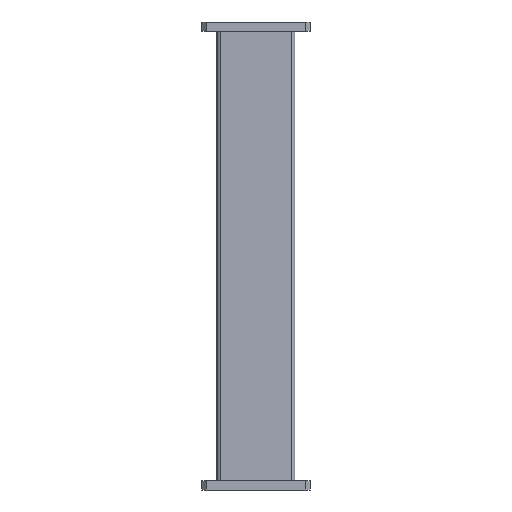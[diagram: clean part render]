
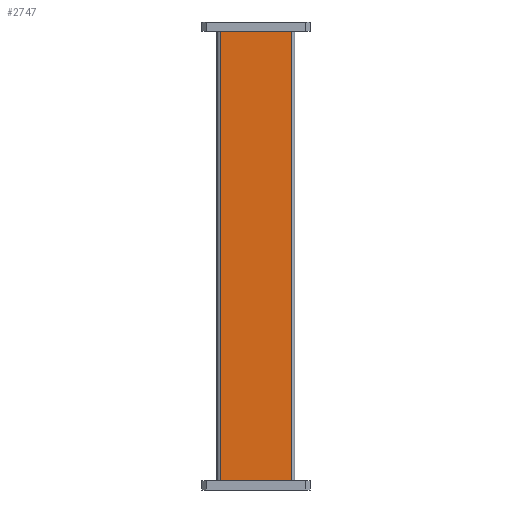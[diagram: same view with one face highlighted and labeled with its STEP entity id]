
A CAD part, front view. The second image highlights one B-rep face of the part: STEP entity #2747.
In plain terms, the highlighted planar face has unit normal (0, -1, 0).
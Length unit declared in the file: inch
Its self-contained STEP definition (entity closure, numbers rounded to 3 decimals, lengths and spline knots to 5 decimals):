
#10 = EDGE_CURVE ( 'NONE', #2009, #3011, #2008, .T. ) ;
#121 = VERTEX_POINT ( 'NONE', #2114 ) ;
#218 = CARTESIAN_POINT ( 'NONE',  ( 0.9, -0.5, -0.23622 ) ) ;
#344 = CARTESIAN_POINT ( 'NONE',  ( 0.9, -0.5, -11.76378 ) ) ;
#351 = VECTOR ( 'NONE', #2224, 39.37008 ) ;
#672 = ORIENTED_EDGE ( 'NONE', *, *, #10, .T. ) ;
#686 = VECTOR ( 'NONE', #2362, 39.37008 ) ;
#884 = ORIENTED_EDGE ( 'NONE', *, *, #2865, .T. ) ;
#892 = PLANE ( 'NONE',  #2551 ) ;
#1167 = CARTESIAN_POINT ( 'NONE',  ( 1., -0.5, -0.23622 ) ) ;
#1170 = FACE_OUTER_BOUND ( 'NONE', #3356, .T. ) ;
#1291 = CARTESIAN_POINT ( 'NONE',  ( 0.9, -0.5, -13.99985 ) ) ;
#1433 = LINE ( 'NONE', #1167, #351 ) ;
#1460 = DIRECTION ( 'NONE',  ( 1., 0., 0. ) ) ;
#1556 = LINE ( 'NONE', #1291, #686 ) ;
#1704 = CARTESIAN_POINT ( 'NONE',  ( 1., -0.5, -11.76378 ) ) ;
#1732 = LINE ( 'NONE', #1939, #3180 ) ;
#1752 = CARTESIAN_POINT ( 'NONE',  ( 1., -0.5, -13.99985 ) ) ;
#1815 = EDGE_CURVE ( 'NONE', #3011, #1973, #1556, .T. ) ;
#1939 = CARTESIAN_POINT ( 'NONE',  ( -0.9, -0.5, -13.99985 ) ) ;
#1973 = VERTEX_POINT ( 'NONE', #218 ) ;
#2008 = LINE ( 'NONE', #1704, #3073 ) ;
#2009 = VERTEX_POINT ( 'NONE', #2904 ) ;
#2114 = CARTESIAN_POINT ( 'NONE',  ( -0.9, -0.5, -0.23622 ) ) ;
#2224 = DIRECTION ( 'NONE',  ( -1., 0., 0. ) ) ;
#2362 = DIRECTION ( 'NONE',  ( 0., 0., 1. ) ) ;
#2535 = ORIENTED_EDGE ( 'NONE', *, *, #2854, .T. ) ;
#2551 = AXIS2_PLACEMENT_3D ( 'NONE', #1752, #3038, #3119 ) ;
#2747 = ADVANCED_FACE ( 'NONE', ( #1170 ), #892, .F. ) ;
#2847 = ORIENTED_EDGE ( 'NONE', *, *, #1815, .T. ) ;
#2854 = EDGE_CURVE ( 'NONE', #121, #2009, #1732, .T. ) ;
#2865 = EDGE_CURVE ( 'NONE', #1973, #121, #1433, .T. ) ;
#2904 = CARTESIAN_POINT ( 'NONE',  ( -0.9, -0.5, -11.76378 ) ) ;
#3011 = VERTEX_POINT ( 'NONE', #344 ) ;
#3021 = DIRECTION ( 'NONE',  ( 0., 0., -1. ) ) ;
#3038 = DIRECTION ( 'NONE',  ( 0., 1., 0. ) ) ;
#3073 = VECTOR ( 'NONE', #1460, 39.37008 ) ;
#3119 = DIRECTION ( 'NONE',  ( 0., 0., 1. ) ) ;
#3180 = VECTOR ( 'NONE', #3021, 39.37008 ) ;
#3356 = EDGE_LOOP ( 'NONE', ( #884, #2535, #672, #2847 ) ) ;
